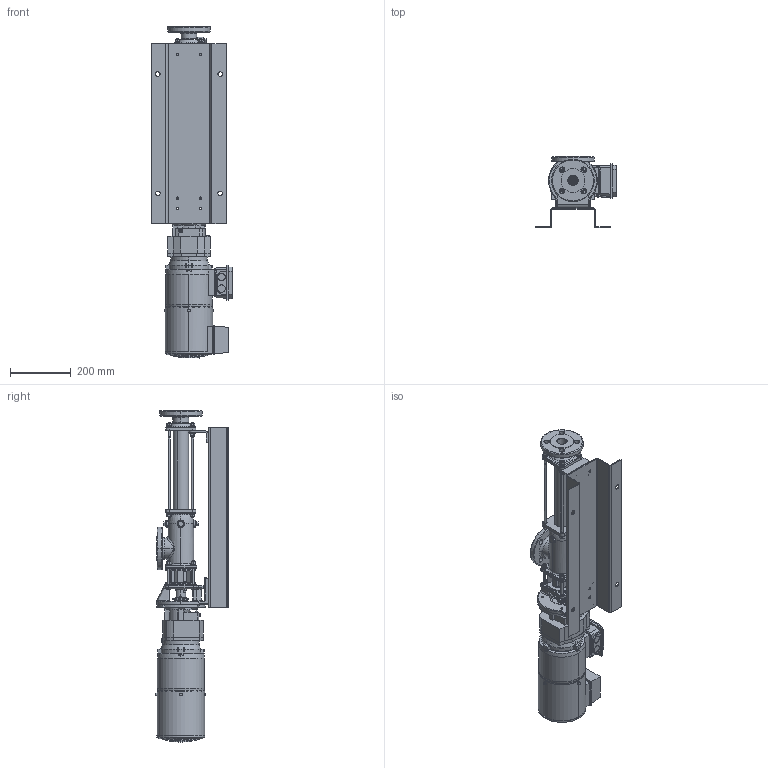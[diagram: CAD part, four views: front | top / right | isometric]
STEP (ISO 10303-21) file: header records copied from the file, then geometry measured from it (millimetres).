
FILE_DESCRIPTION (( 'STEP AP203' ), '1' );
FILE_NAME ('492Assem1.STEP', '2019-12-18T10:13:28', ( '' ), ( '' ), 'SwSTEP 2.0', 'SolidWorks 2016', '' );
FILE_SCHEMA (( 'CONFIG_CONTROL_DESIGN' ));
Length unit declared in the file: millimetre
Products named in the file (4): 492Assem1; SK172.1F-80LPFTF; 04-014-2009_RDCA492; RDCA492
Assembly tree (3 placements, depth 2):
  492Assem1
    04-014-2009_RDCA492
    RDCA492
    SK172.1F-80LPFTF
Bounding box: 265 x 236.88 x 1091.1 mm (x, y, z)
Volume: 638481.2 mm3; surface area: 1244976.7 mm2
Topology: 1 solids, 94 shells, 1535 faces, 4492 edges, 2960 vertices
Faces by surface type: plane 584, cylinder 571, cone 160, torus 143, bspline 77
Entity records: 60539 total; most frequent: CARTESIAN_POINT 19861, DIRECTION 8798, ORIENTED_EDGE 7798, EDGE_CURVE 4483, AXIS2_PLACEMENT_3D 3529, VERTEX_POINT 2960, CIRCLE 2064, LINE 1740
